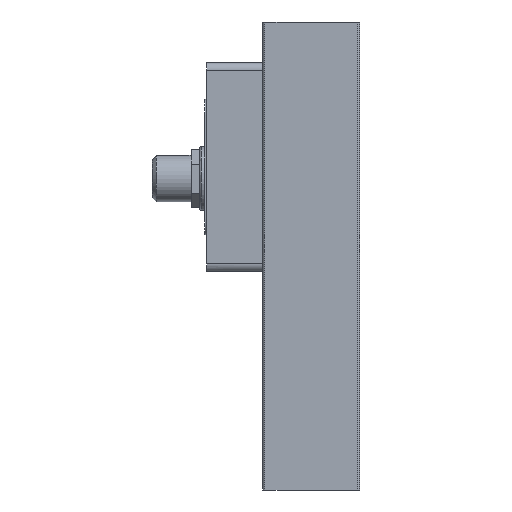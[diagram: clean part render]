
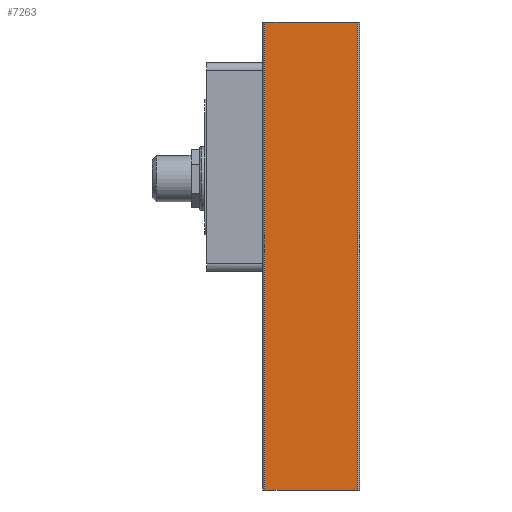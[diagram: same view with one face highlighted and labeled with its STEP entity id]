
A CAD part, left-side view. The second image highlights one B-rep face of the part: STEP entity #7263.
In plain terms, the highlighted planar face has unit normal (-1, 0, 0).
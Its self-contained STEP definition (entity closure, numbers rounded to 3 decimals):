
#154 = CARTESIAN_POINT ( 'NONE',  ( 0., 24.5, 29.5 ) ) ;
#243 = ORIENTED_EDGE ( 'NONE', *, *, #5338, .T. ) ;
#293 = VERTEX_POINT ( 'NONE', #5989 ) ;
#300 = DIRECTION ( 'NONE',  ( 0., -1., 0. ) ) ;
#436 = CARTESIAN_POINT ( 'NONE',  ( 0., 0.5, 29.5 ) ) ;
#460 = EDGE_CURVE ( 'NONE', #7618, #4332, #3571, .T. ) ;
#871 = CARTESIAN_POINT ( 'NONE',  ( 0., 24.5, -90. ) ) ;
#1008 = EDGE_CURVE ( 'NONE', #4332, #293, #5804, .T. ) ;
#1465 = LINE ( 'NONE', #871, #3021 ) ;
#2044 = DIRECTION ( 'NONE',  ( 0., 0., -1. ) ) ;
#2087 = VERTEX_POINT ( 'NONE', #5770 ) ;
#2599 = DIRECTION ( 'NONE',  ( 1., 0., 0. ) ) ;
#2885 = CARTESIAN_POINT ( 'NONE',  ( 0., 0.5, 31. ) ) ;
#3021 = VECTOR ( 'NONE', #300, 1000. ) ;
#3571 = LINE ( 'NONE', #4937, #6790 ) ;
#3700 = LINE ( 'NONE', #154, #6988 ) ;
#4034 = AXIS2_PLACEMENT_3D ( 'NONE', #4390, #2599, #2044 ) ;
#4157 = EDGE_LOOP ( 'NONE', ( #243, #5745, #6363, #7868 ) ) ;
#4332 = VERTEX_POINT ( 'NONE', #2885 ) ;
#4390 = CARTESIAN_POINT ( 'NONE',  ( 0., 24.5, 29.5 ) ) ;
#4666 = DIRECTION ( 'NONE',  ( 0., 0., -1. ) ) ;
#4848 = EDGE_CURVE ( 'NONE', #2087, #7618, #3700, .T. ) ;
#4937 = CARTESIAN_POINT ( 'NONE',  ( 0., 24.5, 31. ) ) ;
#5338 = EDGE_CURVE ( 'NONE', #2087, #293, #1465, .T. ) ;
#5562 = PLANE ( 'NONE',  #4034 ) ;
#5745 = ORIENTED_EDGE ( 'NONE', *, *, #1008, .F. ) ;
#5770 = CARTESIAN_POINT ( 'NONE',  ( 0., 24.5, -90. ) ) ;
#5804 = LINE ( 'NONE', #436, #7688 ) ;
#5952 = CARTESIAN_POINT ( 'NONE',  ( 0., 24.5, 31. ) ) ;
#5989 = CARTESIAN_POINT ( 'NONE',  ( 0., 0.5, -90. ) ) ;
#6024 = DIRECTION ( 'NONE',  ( 0., -1., 0. ) ) ;
#6070 = DIRECTION ( 'NONE',  ( 0., 0., 1. ) ) ;
#6120 = FACE_OUTER_BOUND ( 'NONE', #4157, .T. ) ;
#6363 = ORIENTED_EDGE ( 'NONE', *, *, #460, .F. ) ;
#6790 = VECTOR ( 'NONE', #6024, 1000. ) ;
#6988 = VECTOR ( 'NONE', #6070, 1000. ) ;
#7263 = ADVANCED_FACE ( 'NONE', ( #6120 ), #5562, .F. ) ;
#7618 = VERTEX_POINT ( 'NONE', #5952 ) ;
#7688 = VECTOR ( 'NONE', #4666, 1000. ) ;
#7868 = ORIENTED_EDGE ( 'NONE', *, *, #4848, .F. ) ;
